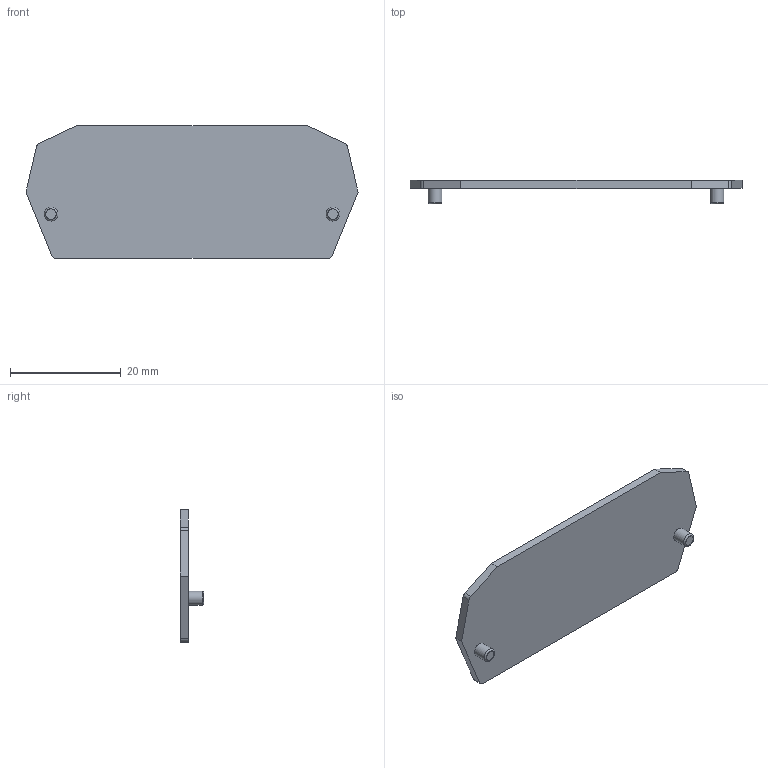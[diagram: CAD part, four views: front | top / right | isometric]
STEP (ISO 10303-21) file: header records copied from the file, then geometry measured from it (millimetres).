
FILE_DESCRIPTION(/* description */ ('Unknown'),/* implementation_level */ '2;1');
FILE_NAME(/* name */ 'D-BKF-1,5-AZ',/* time_stamp */ '2024-10-18T11:09:34-03:00',/* author */ ('Unknown'),/* organization */ ('Unknown'),/* preprocessor_version */ 'ST-DEVELOPER v16.7',/* originating_system */ 'Solid Edge',/* authorisation */ 'Unknown');
FILE_SCHEMA (('AUTOMOTIVE_DESIGN {1 0 10303 214 3 1 1}'));
Length unit declared in the file: millimetre
Products named in the file (1): D-BKF-1,5
Bounding box: 60.06 x 4.3 x 24 mm (x, y, z)
Volume: 2019.9 mm3; surface area: 2925.5 mm2
Topology: 1 solids, 1 shells, 20 faces, 46 edges, 30 vertices
Faces by surface type: plane 12, cylinder 6, bspline 2
Full cylindrical faces by diameter (mm): 2.5 x2
Entity records: 710 total; most frequent: CARTESIAN_POINT 237, DIRECTION 90, ORIENTED_EDGE 84, EDGE_CURVE 42, AXIS2_PLACEMENT_3D 31, VERTEX_POINT 30, LINE 28, VECTOR 28
